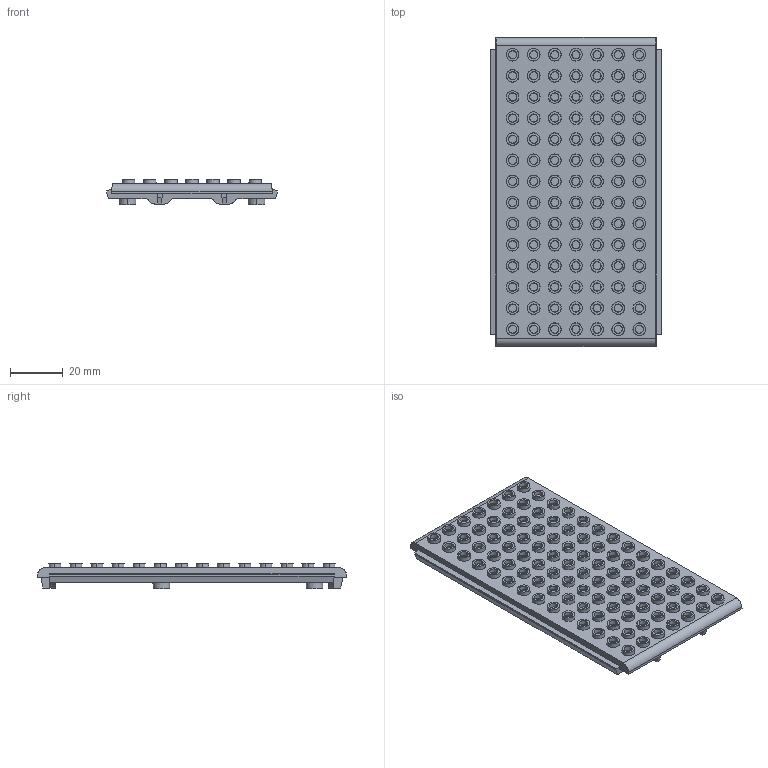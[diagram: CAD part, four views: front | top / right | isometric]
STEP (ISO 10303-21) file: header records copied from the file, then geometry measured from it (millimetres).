
FILE_DESCRIPTION((''),'2;1');
FILE_NAME('LEGO_TOP_PLATE','2021-04-13T10:13:36',('finla'),(''),'CREO PARAMETRIC BY PTC INC, 2020342','CREO PARAMETRIC BY PTC INC, 2020342','');
FILE_SCHEMA(('CONFIG_CONTROL_DESIGN'));
Length unit declared in the file: millimetre
Products named in the file (1): LEGO_TOP_PLATE
Bounding box: 64.69 x 117.15 x 9.6 mm (x, y, z)
Volume: 20301.1 mm3; surface area: 23168.4 mm2
Topology: 1 solids, 1 shells, 790 faces, 1744 edges, 1144 vertices
Faces by surface type: cone 408, plane 292, cylinder 66, bspline 20, torus 4
Entity records: 23945 total; most frequent: CARTESIAN_POINT 5837, DIRECTION 4016, ORIENTED_EDGE 3488, EDGE_CURVE 1744, AXIS2_PLACEMENT_3D 1630, VERTEX_POINT 1144, EDGE_LOOP 990, CIRCLE 860
